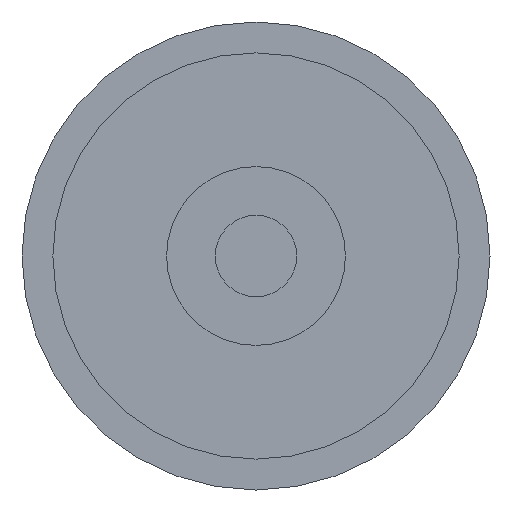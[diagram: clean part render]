
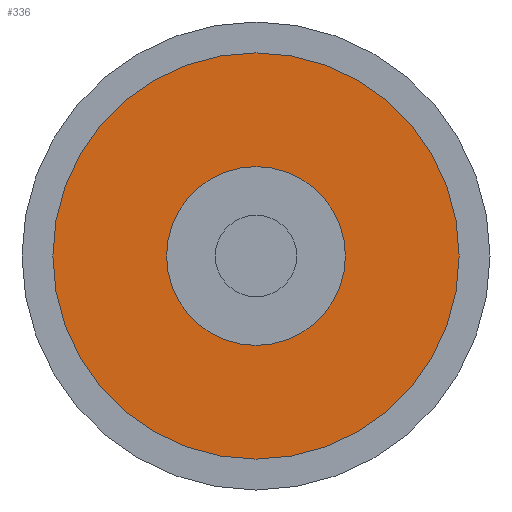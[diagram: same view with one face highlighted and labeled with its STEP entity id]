
A CAD part, front view. The second image highlights one B-rep face of the part: STEP entity #336.
In plain terms, the highlighted planar face has unit normal (0, -1, 0).
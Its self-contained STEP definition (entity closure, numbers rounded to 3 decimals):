
#21=FACE_BOUND('',#71,.T.);
#29=PLANE('',#412);
#47=FACE_OUTER_BOUND('',#70,.T.);
#70=EDGE_LOOP('',(#296,#297));
#71=EDGE_LOOP('',(#298,#299));
#110=CIRCLE('',#389,12.5);
#111=CIRCLE('',#390,12.5);
#124=CIRCLE('',#410,5.5);
#125=CIRCLE('',#411,5.5);
#147=VERTEX_POINT('',#593);
#148=VERTEX_POINT('',#595);
#160=VERTEX_POINT('',#630);
#161=VERTEX_POINT('',#632);
#189=EDGE_CURVE('',#147,#148,#110,.T.);
#190=EDGE_CURVE('',#148,#147,#111,.T.);
#206=EDGE_CURVE('',#161,#160,#124,.T.);
#207=EDGE_CURVE('',#160,#161,#125,.T.);
#296=ORIENTED_EDGE('',*,*,#190,.F.);
#297=ORIENTED_EDGE('',*,*,#189,.F.);
#298=ORIENTED_EDGE('',*,*,#206,.T.);
#299=ORIENTED_EDGE('',*,*,#207,.T.);
#336=ADVANCED_FACE('',(#47,#21),#29,.T.);
#389=AXIS2_PLACEMENT_3D('',#596,#484,#485);
#390=AXIS2_PLACEMENT_3D('',#597,#486,#487);
#410=AXIS2_PLACEMENT_3D('',#633,#529,#530);
#411=AXIS2_PLACEMENT_3D('',#634,#531,#532);
#412=AXIS2_PLACEMENT_3D('',#635,#533,#534);
#484=DIRECTION('center_axis',(0.,1.,0.));
#485=DIRECTION('ref_axis',(1.,0.,0.));
#486=DIRECTION('center_axis',(0.,1.,0.));
#487=DIRECTION('ref_axis',(1.,0.,0.));
#529=DIRECTION('center_axis',(0.,1.,0.));
#530=DIRECTION('ref_axis',(1.,0.,0.));
#531=DIRECTION('center_axis',(0.,1.,0.));
#532=DIRECTION('ref_axis',(1.,0.,0.));
#533=DIRECTION('center_axis',(0.,-1.,0.));
#534=DIRECTION('ref_axis',(0.,0.,-1.));
#593=CARTESIAN_POINT('',(12.5,0.,0.));
#595=CARTESIAN_POINT('',(-12.5,0.,0.));
#596=CARTESIAN_POINT('Origin',(0.,0.,
0.));
#597=CARTESIAN_POINT('Origin',(0.,0.,
0.));
#630=CARTESIAN_POINT('',(5.5,0.,0.));
#632=CARTESIAN_POINT('',(-5.5,0.,0.));
#633=CARTESIAN_POINT('Origin',(0.,0.,
0.));
#634=CARTESIAN_POINT('Origin',(0.,0.,
0.));
#635=CARTESIAN_POINT('Origin',(-12.5,0.,0.));
